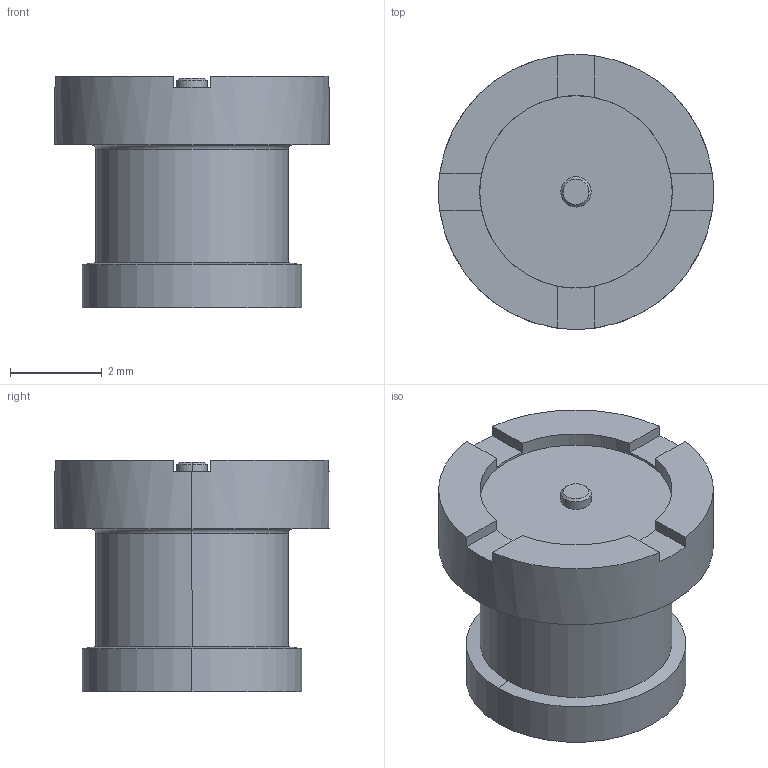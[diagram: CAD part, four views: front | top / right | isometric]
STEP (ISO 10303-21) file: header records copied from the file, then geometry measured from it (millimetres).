
FILE_DESCRIPTION (( 'STEP AP203' ), '1' );
FILE_NAME ('R222.L00.010A.STEP', '2016-05-11T09:48:04', ( '' ), ( '' ), 'SwSTEP 2.0', 'SolidWorks 2014', '' );
FILE_SCHEMA (( 'CONFIG_CONTROL_DESIGN' ));
Length unit declared in the file: metre
Products named in the file (1): R222.L00.010A
Bounding box: 6 x 6 x 5.06 mm (x, y, z)
Volume: 67.7 mm3; surface area: 173.5 mm2
Topology: 1 solids, 1 shells, 54 faces, 124 edges, 76 vertices
Faces by surface type: plane 22, cylinder 18, cone 10, torus 4
Entity records: 1609 total; most frequent: DIRECTION 298, CARTESIAN_POINT 255, ORIENTED_EDGE 248, EDGE_CURVE 124, AXIS2_PLACEMENT_3D 119, VERTEX_POINT 76, CIRCLE 64, LINE 60
